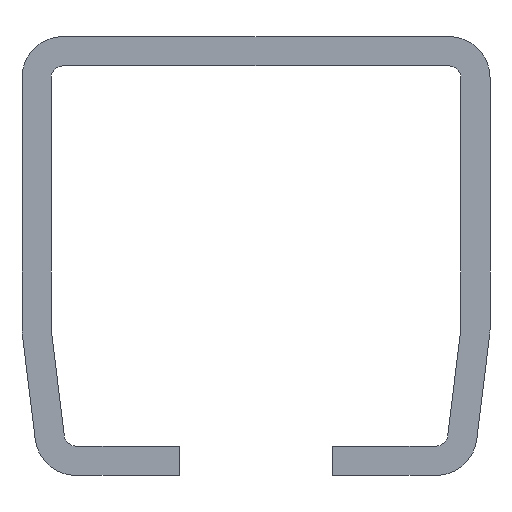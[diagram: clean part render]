
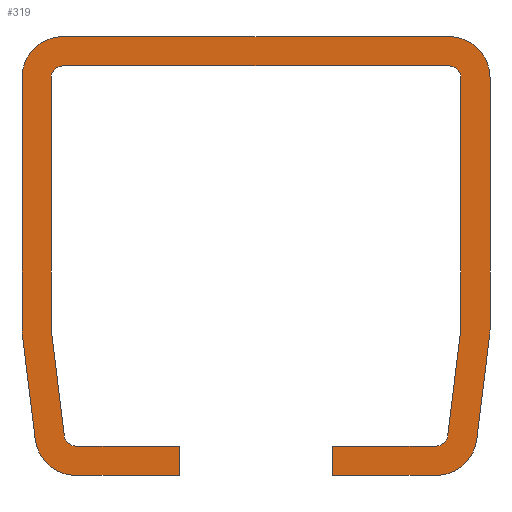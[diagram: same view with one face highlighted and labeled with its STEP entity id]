
A CAD part, front view. The second image highlights one B-rep face of the part: STEP entity #319.
In plain terms, the highlighted planar face has unit normal (0, -1, 0).
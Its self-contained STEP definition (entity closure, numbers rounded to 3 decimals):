
#319=ADVANCED_FACE('',(#531),#533,.F.);
#531=FACE_BOUND('',#532,.T.);
#532=EDGE_LOOP('',(#678,#679,#680,#681,#682,#683,#684,#685,#686,#687,#688,#689,#690,
#691,#692,#693,#694,#695,#696,#697,#698,#699,#700,#701,#702,#703,#704,#705));
#533=PLANE('',#534);
#534=AXIS2_PLACEMENT_3D('',#535,#536,#537);
#535=CARTESIAN_POINT('',(0.,0.,0.));
#536=DIRECTION('',(-0.,1.,0.));
#537=DIRECTION('',(1.,0.,0.));
#678=ORIENTED_EDGE('',*,*,#788,.F.);
#679=ORIENTED_EDGE('',*,*,#785,.F.);
#680=ORIENTED_EDGE('',*,*,#782,.F.);
#681=ORIENTED_EDGE('',*,*,#779,.F.);
#682=ORIENTED_EDGE('',*,*,#776,.F.);
#683=ORIENTED_EDGE('',*,*,#773,.F.);
#684=ORIENTED_EDGE('',*,*,#770,.F.);
#685=ORIENTED_EDGE('',*,*,#767,.F.);
#686=ORIENTED_EDGE('',*,*,#764,.F.);
#687=ORIENTED_EDGE('',*,*,#761,.F.);
#688=ORIENTED_EDGE('',*,*,#758,.F.);
#689=ORIENTED_EDGE('',*,*,#755,.F.);
#690=ORIENTED_EDGE('',*,*,#752,.F.);
#691=ORIENTED_EDGE('',*,*,#749,.F.);
#692=ORIENTED_EDGE('',*,*,#746,.F.);
#693=ORIENTED_EDGE('',*,*,#743,.F.);
#694=ORIENTED_EDGE('',*,*,#740,.F.);
#695=ORIENTED_EDGE('',*,*,#737,.F.);
#696=ORIENTED_EDGE('',*,*,#734,.F.);
#697=ORIENTED_EDGE('',*,*,#731,.F.);
#698=ORIENTED_EDGE('',*,*,#728,.F.);
#699=ORIENTED_EDGE('',*,*,#725,.F.);
#700=ORIENTED_EDGE('',*,*,#722,.F.);
#701=ORIENTED_EDGE('',*,*,#719,.F.);
#702=ORIENTED_EDGE('',*,*,#716,.F.);
#703=ORIENTED_EDGE('',*,*,#713,.F.);
#704=ORIENTED_EDGE('',*,*,#710,.F.);
#705=ORIENTED_EDGE('',*,*,#706,.F.);
#706=EDGE_CURVE('',#790,#791,#792,.T.);
#710=EDGE_CURVE('',#791,#798,#799,.T.);
#713=EDGE_CURVE('',#798,#803,#804,.T.);
#716=EDGE_CURVE('',#803,#808,#809,.T.);
#719=EDGE_CURVE('',#808,#813,#814,.T.);
#722=EDGE_CURVE('',#813,#818,#819,.T.);
#725=EDGE_CURVE('',#818,#823,#824,.T.);
#728=EDGE_CURVE('',#823,#828,#829,.T.);
#731=EDGE_CURVE('',#828,#833,#834,.T.);
#734=EDGE_CURVE('',#833,#838,#839,.T.);
#737=EDGE_CURVE('',#838,#843,#844,.T.);
#740=EDGE_CURVE('',#843,#848,#849,.T.);
#743=EDGE_CURVE('',#848,#853,#854,.T.);
#746=EDGE_CURVE('',#853,#858,#859,.T.);
#749=EDGE_CURVE('',#858,#863,#864,.T.);
#752=EDGE_CURVE('',#863,#868,#869,.T.);
#755=EDGE_CURVE('',#868,#873,#874,.T.);
#758=EDGE_CURVE('',#873,#878,#879,.T.);
#761=EDGE_CURVE('',#878,#883,#884,.T.);
#764=EDGE_CURVE('',#883,#888,#889,.T.);
#767=EDGE_CURVE('',#888,#893,#894,.T.);
#770=EDGE_CURVE('',#893,#898,#899,.T.);
#773=EDGE_CURVE('',#898,#903,#904,.T.);
#776=EDGE_CURVE('',#903,#908,#909,.T.);
#779=EDGE_CURVE('',#908,#913,#914,.T.);
#782=EDGE_CURVE('',#913,#918,#919,.T.);
#785=EDGE_CURVE('',#918,#923,#924,.T.);
#788=EDGE_CURVE('',#923,#790,#928,.T.);
#790=VERTEX_POINT('',#930);
#791=VERTEX_POINT('',#931);
#792=LINE('',#932,#933);
#798=VERTEX_POINT('',#946);
#799=CIRCLE('',#947,0.8);
#803=VERTEX_POINT('',#959);
#804=LINE('',#960,#961);
#808=VERTEX_POINT('',#970);
#809=LINE('',#971,#972);
#813=VERTEX_POINT('',#981);
#814=LINE('',#982,#983);
#818=VERTEX_POINT('',#992);
#819=CIRCLE('',#993,2.8);
#823=VERTEX_POINT('',#1005);
#824=LINE('',#1006,#1007);
#828=VERTEX_POINT('',#1016);
#829=CIRCLE('',#1017,2.8);
#833=VERTEX_POINT('',#1029);
#834=LINE('',#1030,#1031);
#838=VERTEX_POINT('',#1040);
#839=CIRCLE('',#1041,2.8);
#843=VERTEX_POINT('',#1053);
#844=LINE('',#1054,#1055);
#848=VERTEX_POINT('',#1064);
#849=CIRCLE('',#1065,2.8);
#853=VERTEX_POINT('',#1077);
#854=LINE('',#1078,#1079);
#858=VERTEX_POINT('',#1088);
#859=CIRCLE('',#1089,2.8);
#863=VERTEX_POINT('',#1101);
#864=LINE('',#1102,#1103);
#868=VERTEX_POINT('',#1112);
#869=CIRCLE('',#1113,2.8);
#873=VERTEX_POINT('',#1125);
#874=LINE('',#1126,#1127);
#878=VERTEX_POINT('',#1136);
#879=LINE('',#1137,#1138);
#883=VERTEX_POINT('',#1147);
#884=LINE('',#1148,#1149);
#888=VERTEX_POINT('',#1158);
#889=CIRCLE('',#1159,0.8);
#893=VERTEX_POINT('',#1171);
#894=LINE('',#1172,#1173);
#898=VERTEX_POINT('',#1182);
#899=CIRCLE('',#1183,0.8);
#903=VERTEX_POINT('',#1195);
#904=LINE('',#1196,#1197);
#908=VERTEX_POINT('',#1206);
#909=CIRCLE('',#1207,0.8);
#913=VERTEX_POINT('',#1219);
#914=LINE('',#1220,#1221);
#918=VERTEX_POINT('',#1230);
#919=CIRCLE('',#1231,0.8);
#923=VERTEX_POINT('',#1243);
#924=LINE('',#1244,#1245);
#928=CIRCLE('',#1254,0.8);
#930=CARTESIAN_POINT('',(-13.994,0.,-20.097));
#931=CARTESIAN_POINT('',(-13.11,0.,-27.297));
#932=CARTESIAN_POINT('',(-13.994,0.,-20.097));
#933=VECTOR('',#934,1.);
#934=DIRECTION('',(0.122,0.,-0.993));
#946=CARTESIAN_POINT('',(-12.316,0.,-28.));
#947=AXIS2_PLACEMENT_3D('',#948,#949,#950);
#948=CARTESIAN_POINT('',(-12.316,0.,-27.2));
#949=DIRECTION('',(0.,-1.,-0.));
#950=DIRECTION('',(-0.993,0.,-0.122));
#959=CARTESIAN_POINT('',(-5.242,0.,-28.));
#960=CARTESIAN_POINT('',(-12.316,0.,-28.));
#961=VECTOR('',#962,1.);
#962=DIRECTION('',(1.,0.,0.));
#970=CARTESIAN_POINT('',(-5.242,0.,-30.));
#971=CARTESIAN_POINT('',(-5.242,0.,-28.));
#972=VECTOR('',#973,1.);
#973=DIRECTION('',(0.,0.,-1.));
#981=CARTESIAN_POINT('',(-12.316,0.,-30.));
#982=CARTESIAN_POINT('',(-5.242,0.,-30.));
#983=VECTOR('',#984,1.);
#984=DIRECTION('',(-1.,0.,0.));
#992=CARTESIAN_POINT('',(-15.095,0.,-27.541));
#993=AXIS2_PLACEMENT_3D('',#994,#995,#996);
#994=CARTESIAN_POINT('',(-12.316,0.,-27.2));
#995=DIRECTION('',(-0.,1.,0.));
#996=DIRECTION('',(0.,0.,-1.));
#1005=CARTESIAN_POINT('',(-15.979,0.,-20.341));
#1006=CARTESIAN_POINT('',(-15.095,0.,-27.541));
#1007=VECTOR('',#1008,1.);
#1008=DIRECTION('',(-0.122,0.,0.993));
#1016=CARTESIAN_POINT('',(-16.,0.,-20.));
#1017=AXIS2_PLACEMENT_3D('',#1018,#1019,#1020);
#1018=CARTESIAN_POINT('',(-13.2,0.,-20.));
#1019=DIRECTION('',(-0.,1.,0.));
#1020=DIRECTION('',(-0.993,0.,-0.122));
#1029=CARTESIAN_POINT('',(-16.,0.,-2.8));
#1030=CARTESIAN_POINT('',(-16.,0.,-20.));
#1031=VECTOR('',#1032,1.);
#1032=DIRECTION('',(0.,0.,1.));
#1040=CARTESIAN_POINT('',(-13.2,0.,0.));
#1041=AXIS2_PLACEMENT_3D('',#1042,#1043,#1044);
#1042=CARTESIAN_POINT('',(-13.2,0.,-2.8));
#1043=DIRECTION('',(-0.,1.,0.));
#1044=DIRECTION('',(-1.,0.,0.));
#1053=CARTESIAN_POINT('',(13.2,0.,0.));
#1054=CARTESIAN_POINT('',(-13.2,0.,0.));
#1055=VECTOR('',#1056,1.);
#1056=DIRECTION('',(1.,0.,0.));
#1064=CARTESIAN_POINT('',(16.,0.,-2.8));
#1065=AXIS2_PLACEMENT_3D('',#1066,#1067,#1068);
#1066=CARTESIAN_POINT('',(13.2,0.,-2.8));
#1067=DIRECTION('',(-0.,1.,0.));
#1068=DIRECTION('',(0.,0.,1.));
#1077=CARTESIAN_POINT('',(16.,0.,-20.));
#1078=CARTESIAN_POINT('',(16.,0.,-2.8));
#1079=VECTOR('',#1080,1.);
#1080=DIRECTION('',(0.,0.,-1.));
#1088=CARTESIAN_POINT('',(15.979,0.,-20.341));
#1089=AXIS2_PLACEMENT_3D('',#1090,#1091,#1092);
#1090=CARTESIAN_POINT('',(13.2,0.,-20.));
#1091=DIRECTION('',(-0.,1.,0.));
#1092=DIRECTION('',(1.,0.,0.));
#1101=CARTESIAN_POINT('',(15.095,0.,-27.541));
#1102=CARTESIAN_POINT('',(15.979,0.,-20.341));
#1103=VECTOR('',#1104,1.);
#1104=DIRECTION('',(-0.122,0.,-0.993));
#1112=CARTESIAN_POINT('',(12.316,0.,-30.));
#1113=AXIS2_PLACEMENT_3D('',#1114,#1115,#1116);
#1114=CARTESIAN_POINT('',(12.316,0.,-27.2));
#1115=DIRECTION('',(-0.,1.,0.));
#1116=DIRECTION('',(0.993,0.,-0.122));
#1125=CARTESIAN_POINT('',(5.242,0.,-30.));
#1126=CARTESIAN_POINT('',(12.316,0.,-30.));
#1127=VECTOR('',#1128,1.);
#1128=DIRECTION('',(-1.,0.,0.));
#1136=CARTESIAN_POINT('',(5.242,0.,-28.));
#1137=CARTESIAN_POINT('',(5.242,0.,-30.));
#1138=VECTOR('',#1139,1.);
#1139=DIRECTION('',(0.,0.,1.));
#1147=CARTESIAN_POINT('',(12.316,0.,-28.));
#1148=CARTESIAN_POINT('',(5.242,0.,-28.));
#1149=VECTOR('',#1150,1.);
#1150=DIRECTION('',(1.,0.,0.));
#1158=CARTESIAN_POINT('',(13.11,0.,-27.297));
#1159=AXIS2_PLACEMENT_3D('',#1160,#1161,#1162);
#1160=CARTESIAN_POINT('',(12.316,0.,-27.2));
#1161=DIRECTION('',(0.,-1.,-0.));
#1162=DIRECTION('',(0.,0.,-1.));
#1171=CARTESIAN_POINT('',(13.994,0.,-20.097));
#1172=CARTESIAN_POINT('',(13.11,0.,-27.297));
#1173=VECTOR('',#1174,1.);
#1174=DIRECTION('',(0.122,0.,0.993));
#1182=CARTESIAN_POINT('',(14.,0.,-20.));
#1183=AXIS2_PLACEMENT_3D('',#1184,#1185,#1186);
#1184=CARTESIAN_POINT('',(13.2,0.,-20.));
#1185=DIRECTION('',(0.,-1.,0.));
#1186=DIRECTION('',(0.993,0.,-0.122));
#1195=CARTESIAN_POINT('',(14.,0.,-2.8));
#1196=CARTESIAN_POINT('',(14.,0.,-20.));
#1197=VECTOR('',#1198,1.);
#1198=DIRECTION('',(0.,0.,1.));
#1206=CARTESIAN_POINT('',(13.2,0.,-2.));
#1207=AXIS2_PLACEMENT_3D('',#1208,#1209,#1210);
#1208=CARTESIAN_POINT('',(13.2,0.,-2.8));
#1209=DIRECTION('',(0.,-1.,0.));
#1210=DIRECTION('',(1.,0.,0.));
#1219=CARTESIAN_POINT('',(-13.2,0.,-2.));
#1220=CARTESIAN_POINT('',(13.2,0.,-2.));
#1221=VECTOR('',#1222,1.);
#1222=DIRECTION('',(-1.,0.,0.));
#1230=CARTESIAN_POINT('',(-14.,0.,-2.8));
#1231=AXIS2_PLACEMENT_3D('',#1232,#1233,#1234);
#1232=CARTESIAN_POINT('',(-13.2,0.,-2.8));
#1233=DIRECTION('',(0.,-1.,0.));
#1234=DIRECTION('',(0.,0.,1.));
#1243=CARTESIAN_POINT('',(-14.,0.,-20.));
#1244=CARTESIAN_POINT('',(-14.,0.,-2.8));
#1245=VECTOR('',#1246,1.);
#1246=DIRECTION('',(0.,0.,-1.));
#1254=AXIS2_PLACEMENT_3D('',#1255,#1256,#1257);
#1255=CARTESIAN_POINT('',(-13.2,0.,-20.));
#1256=DIRECTION('',(0.,-1.,0.));
#1257=DIRECTION('',(-1.,0.,0.));
